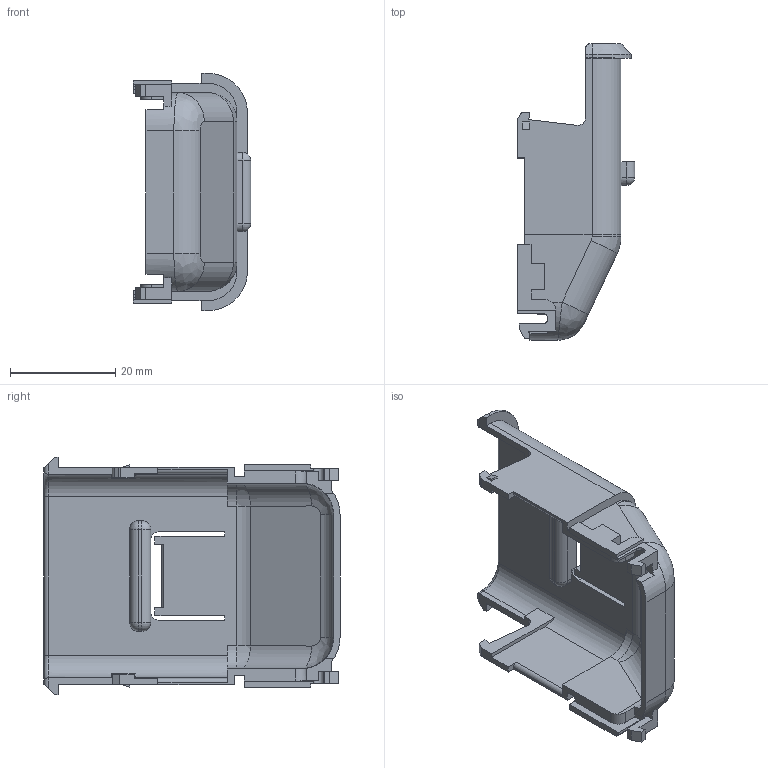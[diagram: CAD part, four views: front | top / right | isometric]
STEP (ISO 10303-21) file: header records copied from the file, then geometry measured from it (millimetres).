
FILE_DESCRIPTION(/* description */ (''),/* implementation_level */ '2;1');
FILE_NAME(/* name */ '15489189-ENV10_02-COV.stp',/* time_stamp */ '2024-01-09T18:10:11+08:00',/* author */ (''),/* organization */ (''),/* preprocessor_version */ 'ST-DEVELOPER v16',/* originating_system */ 'SIEMENS PLM Software NX 11.0',/* authorisation */ '');
FILE_SCHEMA (('AUTOMOTIVE_DESIGN { 1 0 10303 214 3 1 1 1 }'));
Length unit declared in the file: millimetre
Products named in the file (1): 15489189-ENV10_02-COV
Bounding box: 22.3 x 56.31 x 45.14 mm (x, y, z)
Volume: 5435.5 mm3; surface area: 8588.1 mm2
Topology: 1 solids, 1 shells, 201 faces, 552 edges, 349 vertices
Faces by surface type: plane 129, cylinder 54, bspline 8, sphere 6, cone 2, torus 2
Entity records: 6425 total; most frequent: CARTESIAN_POINT 1256, ORIENTED_EDGE 1092, DIRECTION 1068, EDGE_CURVE 546, LINE 404, VECTOR 404, VERTEX_POINT 349, AXIS2_PLACEMENT_3D 332
